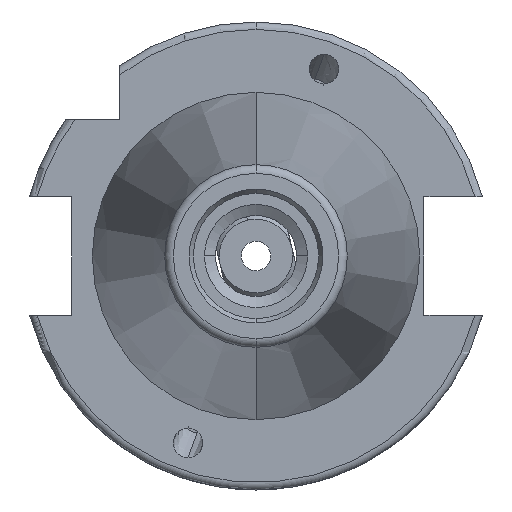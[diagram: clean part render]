
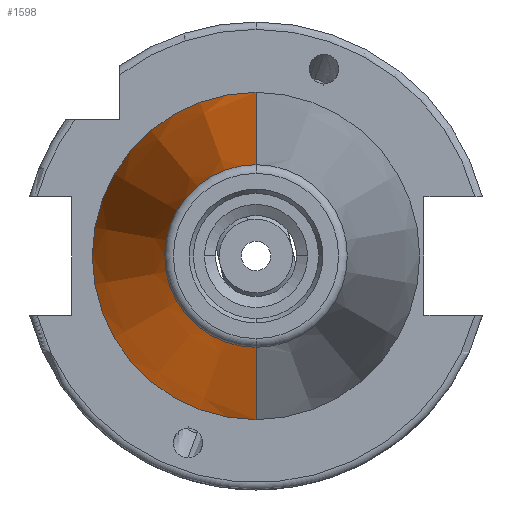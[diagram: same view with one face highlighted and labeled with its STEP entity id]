
A CAD part, left-side view. The second image highlights one B-rep face of the part: STEP entity #1598.
In plain terms, the highlighted conical face has half-angle 8.297 degrees and reference radius 22.225 mm.
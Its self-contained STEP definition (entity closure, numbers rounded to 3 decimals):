
#82 = DIRECTION ( 'NONE',  ( 0., -1., 0. ) ) ;
#294 = VERTEX_POINT ( 'NONE', #5272 ) ;
#352 = DIRECTION ( 'NONE',  ( 0., -1., 0. ) ) ;
#628 = VERTEX_POINT ( 'NONE', #1310 ) ;
#796 = DIRECTION ( 'NONE',  ( -1., 0., 0. ) ) ;
#910 = CARTESIAN_POINT ( 'NONE',  ( 0., 0., 0. ) ) ;
#1125 = CIRCLE ( 'NONE', #4142, 22.225 ) ;
#1310 = CARTESIAN_POINT ( 'NONE',  ( 0., -22.225, 0. ) ) ;
#1530 = EDGE_CURVE ( 'NONE', #628, #5612, #1125, .T. ) ;
#1598 = ADVANCED_FACE ( 'NONE', ( #2164 ), #5227, .T. ) ;
#1750 = DIRECTION ( 'NONE',  ( 0., 1., 0. ) ) ;
#1842 = DIRECTION ( 'NONE',  ( 1., 0., 0. ) ) ;
#1853 = AXIS2_PLACEMENT_3D ( 'NONE', #8085, #4261, #82 ) ;
#2164 = FACE_OUTER_BOUND ( 'NONE', #7717, .T. ) ;
#2255 = VERTEX_POINT ( 'NONE', #7327 ) ;
#2321 = EDGE_CURVE ( 'NONE', #294, #2255, #5115, .T. ) ;
#2523 = DIRECTION ( 'NONE',  ( 0.99, -0.144, 0. ) ) ;
#3097 = CARTESIAN_POINT ( 'NONE',  ( 0., 0., 0. ) ) ;
#3177 = ORIENTED_EDGE ( 'NONE', *, *, #2321, .F. ) ;
#3270 = ORIENTED_EDGE ( 'NONE', *, *, #4659, .T. ) ;
#3349 = AXIS2_PLACEMENT_3D ( 'NONE', #3097, #1842, #1750 ) ;
#3499 = ORIENTED_EDGE ( 'NONE', *, *, #5540, .F. ) ;
#3968 = CARTESIAN_POINT ( 'NONE',  ( 0., 22.225, 0. ) ) ;
#4142 = AXIS2_PLACEMENT_3D ( 'NONE', #910, #796, #352 ) ;
#4261 = DIRECTION ( 'NONE',  ( -1., 0., 0. ) ) ;
#4659 = EDGE_CURVE ( 'NONE', #294, #628, #6788, .T. ) ;
#5115 = CIRCLE ( 'NONE', #1853, 12.4 ) ;
#5122 = CARTESIAN_POINT ( 'NONE',  ( 0., -22.225, 0. ) ) ;
#5227 = CONICAL_SURFACE ( 'NONE', #3349, 22.225, 0.145 ) ;
#5262 = DIRECTION ( 'NONE',  ( 0.99, 0.144, 0. ) ) ;
#5272 = CARTESIAN_POINT ( 'NONE',  ( -67.373, -12.4, 0. ) ) ;
#5321 = VECTOR ( 'NONE', #5262, 1000. ) ;
#5519 = LINE ( 'NONE', #3968, #5321 ) ;
#5540 = EDGE_CURVE ( 'NONE', #2255, #5612, #5519, .T. ) ;
#5612 = VERTEX_POINT ( 'NONE', #8478 ) ;
#6507 = ORIENTED_EDGE ( 'NONE', *, *, #1530, .T. ) ;
#6788 = LINE ( 'NONE', #5122, #8303 ) ;
#7327 = CARTESIAN_POINT ( 'NONE',  ( -67.373, 12.4, 0. ) ) ;
#7717 = EDGE_LOOP ( 'NONE', ( #3177, #3270, #6507, #3499 ) ) ;
#8085 = CARTESIAN_POINT ( 'NONE',  ( -67.373, 0., 0. ) ) ;
#8303 = VECTOR ( 'NONE', #2523, 1000. ) ;
#8478 = CARTESIAN_POINT ( 'NONE',  ( 0., 22.225, 0. ) ) ;
